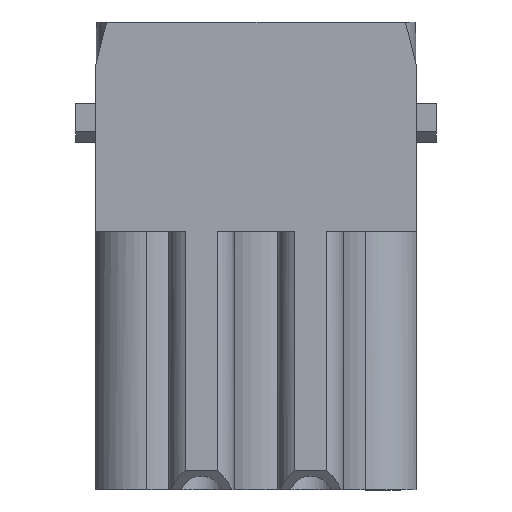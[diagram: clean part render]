
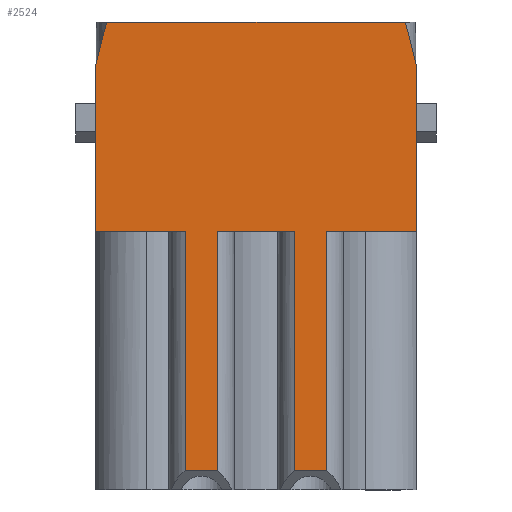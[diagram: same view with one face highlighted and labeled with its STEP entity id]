
A CAD part, left-side view. The second image highlights one B-rep face of the part: STEP entity #2524.
In plain terms, the highlighted planar face has unit normal (-1, 0, 0).
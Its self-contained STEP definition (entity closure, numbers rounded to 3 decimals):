
#2472=AXIS2_PLACEMENT_3D('Plane Axis2P3D',#2469,#2470,#2471) ;
#992=CARTESIAN_POINT('Vertex',(0.,23.748,1.8)) ;
#995=CARTESIAN_POINT('Line Origine',(0.,23.748,8.7)) ;
#999=CARTESIAN_POINT('Vertex',(0.,23.748,24.5)) ;
#1097=CARTESIAN_POINT('Vertex',(0.,32.2,24.5)) ;
#1100=CARTESIAN_POINT('Line Origine',(0.,32.2,32.395)) ;
#1104=CARTESIAN_POINT('Vertex',(0.,32.2,40.289)) ;
#1697=CARTESIAN_POINT('Line Origine',(0.,1.9,32.395)) ;
#1701=CARTESIAN_POINT('Vertex',(0.,1.9,40.289)) ;
#1703=CARTESIAN_POINT('Vertex',(0.,1.9,24.5)) ;
#1859=CARTESIAN_POINT('Vertex',(0.,10.352,24.5)) ;
#1862=CARTESIAN_POINT('Line Origine',(0.,10.352,8.7)) ;
#1866=CARTESIAN_POINT('Vertex',(0.,10.352,1.8)) ;
#1889=CARTESIAN_POINT('Line Origine',(0.,11.875,1.8)) ;
#1893=CARTESIAN_POINT('Vertex',(0.,13.398,1.8)) ;
#2000=CARTESIAN_POINT('Line Origine',(0.,13.398,8.7)) ;
#2004=CARTESIAN_POINT('Vertex',(0.,13.398,24.5)) ;
#2060=CARTESIAN_POINT('Vertex',(0.,20.702,24.5)) ;
#2063=CARTESIAN_POINT('Line Origine',(0.,20.702,8.7)) ;
#2067=CARTESIAN_POINT('Vertex',(0.,20.702,1.8)) ;
#2085=CARTESIAN_POINT('Line Origine',(0.,22.225,1.8)) ;
#2469=CARTESIAN_POINT('Axis2P3D Location',(0.,31.3,41.3)) ;
#2474=CARTESIAN_POINT('Line Origine',(0.,31.7,42.295)) ;
#2478=CARTESIAN_POINT('Vertex',(0.,31.2,44.3)) ;
#2481=CARTESIAN_POINT('Line Origine',(0.,27.974,24.5)) ;
#2486=CARTESIAN_POINT('Line Origine',(0.,17.05,24.5)) ;
#2491=CARTESIAN_POINT('Line Origine',(0.,6.126,24.5)) ;
#2496=CARTESIAN_POINT('Line Origine',(0.,2.4,42.295)) ;
#2500=CARTESIAN_POINT('Vertex',(0.,2.9,44.3)) ;
#2503=CARTESIAN_POINT('Line Origine',(0.,17.05,44.3)) ;
#996=DIRECTION('Vector Direction',(0.,0.,-1.)) ;
#1101=DIRECTION('Vector Direction',(0.,0.,-1.)) ;
#1698=DIRECTION('Vector Direction',(0.,0.,-1.)) ;
#1863=DIRECTION('Vector Direction',(0.,0.,-1.)) ;
#1890=DIRECTION('Vector Direction',(0.,-1.,0.)) ;
#2001=DIRECTION('Vector Direction',(0.,0.,-1.)) ;
#2064=DIRECTION('Vector Direction',(0.,0.,-1.)) ;
#2086=DIRECTION('Vector Direction',(0.,1.,0.)) ;
#2470=DIRECTION('Axis2P3D Direction',(1.,0.,0.)) ;
#2471=DIRECTION('Axis2P3D XDirection',(0.,1.,0.)) ;
#2475=DIRECTION('Vector Direction',(0.,-0.242,0.97)) ;
#2482=DIRECTION('Vector Direction',(0.,-1.,0.)) ;
#2487=DIRECTION('Vector Direction',(0.,-1.,0.)) ;
#2492=DIRECTION('Vector Direction',(0.,1.,0.)) ;
#2497=DIRECTION('Vector Direction',(0.,0.242,0.97)) ;
#2504=DIRECTION('Vector Direction',(0.,1.,0.)) ;
#997=VECTOR('Line Direction',#996,1.) ;
#1102=VECTOR('Line Direction',#1101,1.) ;
#1699=VECTOR('Line Direction',#1698,1.) ;
#1864=VECTOR('Line Direction',#1863,1.) ;
#1891=VECTOR('Line Direction',#1890,1.) ;
#2002=VECTOR('Line Direction',#2001,1.) ;
#2065=VECTOR('Line Direction',#2064,1.) ;
#2087=VECTOR('Line Direction',#2086,1.) ;
#2476=VECTOR('Line Direction',#2475,1.) ;
#2483=VECTOR('Line Direction',#2482,1.) ;
#2488=VECTOR('Line Direction',#2487,1.) ;
#2493=VECTOR('Line Direction',#2492,1.) ;
#2498=VECTOR('Line Direction',#2497,1.) ;
#2505=VECTOR('Line Direction',#2504,1.) ;
#2509=ORIENTED_EDGE('',*,*,#2480,.F.) ;
#2510=ORIENTED_EDGE('',*,*,#1106,.T.) ;
#2511=ORIENTED_EDGE('',*,*,#2485,.T.) ;
#2512=ORIENTED_EDGE('',*,*,#1001,.T.) ;
#2513=ORIENTED_EDGE('',*,*,#2089,.F.) ;
#2514=ORIENTED_EDGE('',*,*,#2069,.T.) ;
#2515=ORIENTED_EDGE('',*,*,#2490,.T.) ;
#2516=ORIENTED_EDGE('',*,*,#2006,.T.) ;
#2517=ORIENTED_EDGE('',*,*,#1895,.T.) ;
#2518=ORIENTED_EDGE('',*,*,#1868,.F.) ;
#2519=ORIENTED_EDGE('',*,*,#2495,.F.) ;
#2520=ORIENTED_EDGE('',*,*,#1705,.F.) ;
#2521=ORIENTED_EDGE('',*,*,#2502,.T.) ;
#2522=ORIENTED_EDGE('',*,*,#2507,.T.) ;
#2524=ADVANCED_FACE('Hauptkoerper',(#2523),#2473,.F.) ;
#1001=EDGE_CURVE('',#1000,#993,#998,.T.) ;
#1106=EDGE_CURVE('',#1105,#1098,#1103,.T.) ;
#1705=EDGE_CURVE('',#1702,#1704,#1700,.T.) ;
#1868=EDGE_CURVE('',#1860,#1867,#1865,.T.) ;
#1895=EDGE_CURVE('',#1894,#1867,#1892,.T.) ;
#2006=EDGE_CURVE('',#2005,#1894,#2003,.T.) ;
#2069=EDGE_CURVE('',#2068,#2061,#2066,.F.) ;
#2089=EDGE_CURVE('',#2068,#993,#2088,.T.) ;
#2480=EDGE_CURVE('',#1105,#2479,#2477,.T.) ;
#2485=EDGE_CURVE('',#1098,#1000,#2484,.T.) ;
#2490=EDGE_CURVE('',#2061,#2005,#2489,.T.) ;
#2495=EDGE_CURVE('',#1704,#1860,#2494,.T.) ;
#2502=EDGE_CURVE('',#1702,#2501,#2499,.T.) ;
#2507=EDGE_CURVE('',#2501,#2479,#2506,.T.) ;
#2508=EDGE_LOOP('',(#2509,#2510,#2511,#2512,#2513,#2514,#2515,#2516,#2517,#2518,#2519,#2520,#2521,#2522)) ;
#2523=FACE_OUTER_BOUND('',#2508,.T.) ;
#998=LINE('Line',#995,#997) ;
#1103=LINE('Line',#1100,#1102) ;
#1700=LINE('Line',#1697,#1699) ;
#1865=LINE('Line',#1862,#1864) ;
#1892=LINE('Line',#1889,#1891) ;
#2003=LINE('Line',#2000,#2002) ;
#2066=LINE('Line',#2063,#2065) ;
#2088=LINE('Line',#2085,#2087) ;
#2477=LINE('Line',#2474,#2476) ;
#2484=LINE('Line',#2481,#2483) ;
#2489=LINE('Line',#2486,#2488) ;
#2494=LINE('Line',#2491,#2493) ;
#2499=LINE('Line',#2496,#2498) ;
#2506=LINE('Line',#2503,#2505) ;
#2473=PLANE('',#2472) ;
#993=VERTEX_POINT('',#992) ;
#1000=VERTEX_POINT('',#999) ;
#1098=VERTEX_POINT('',#1097) ;
#1105=VERTEX_POINT('',#1104) ;
#1702=VERTEX_POINT('',#1701) ;
#1704=VERTEX_POINT('',#1703) ;
#1860=VERTEX_POINT('',#1859) ;
#1867=VERTEX_POINT('',#1866) ;
#1894=VERTEX_POINT('',#1893) ;
#2005=VERTEX_POINT('',#2004) ;
#2061=VERTEX_POINT('',#2060) ;
#2068=VERTEX_POINT('',#2067) ;
#2479=VERTEX_POINT('',#2478) ;
#2501=VERTEX_POINT('',#2500) ;
